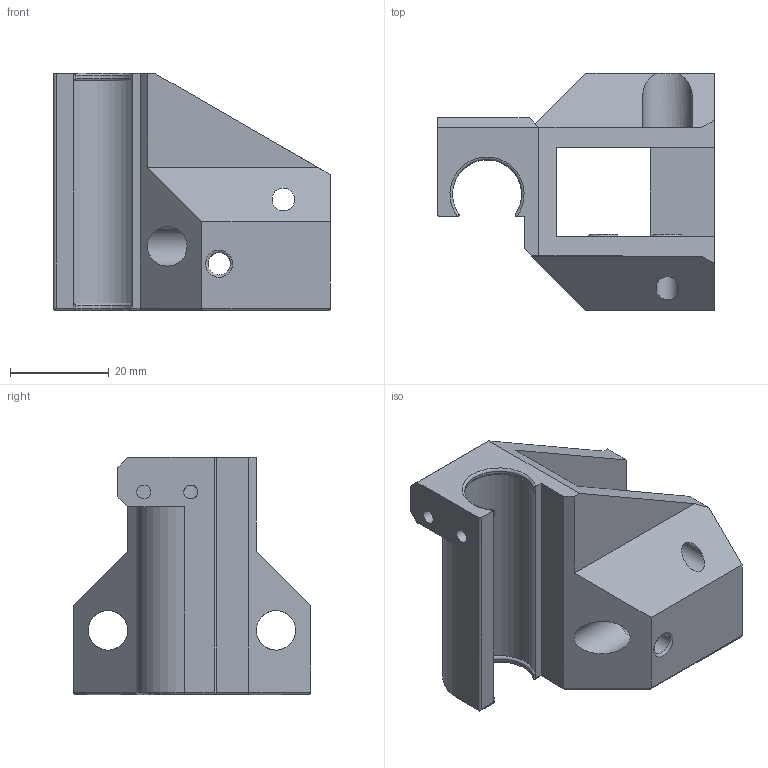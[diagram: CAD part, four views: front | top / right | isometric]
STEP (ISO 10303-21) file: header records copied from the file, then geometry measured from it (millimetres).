
FILE_DESCRIPTION(/* description */ (''),/* implementation_level */ '2;1');
FILE_NAME(/* name */ 'X_shaft_holder_left.step',/* time_stamp */ '2024-03-06T18:08:58+08:00',/* author */ (''),/* organization */ (''),/* preprocessor_version */ 'ST-DEVELOPER v20',/* originating_system */ 'Autodesk Translation Framework v12.20.1.177',/* authorisation */ '');
FILE_SCHEMA (('AUTOMOTIVE_DESIGN { 1 0 10303 214 3 1 1 }'));
Length unit declared in the file: millimetre
Products named in the file (1): X_shaft_holder_left
Bounding box: 56 x 48 x 48 mm (x, y, z)
Volume: 37785.3 mm3; surface area: 15592.2 mm2
Topology: 1 solids, 1 shells, 76 faces, 208 edges, 134 vertices
Faces by surface type: plane 36, cylinder 30, torus 8, cone 2
Full cylindrical faces by diameter (mm): 2.8 x4, 4.5 x2, 4.6 x2, 8 x2
Entity records: 2758 total; most frequent: CARTESIAN_POINT 748, ORIENTED_EDGE 416, DIRECTION 399, EDGE_CURVE 208, AXIS2_PLACEMENT_3D 139, VERTEX_POINT 134, LINE 121, VECTOR 121
